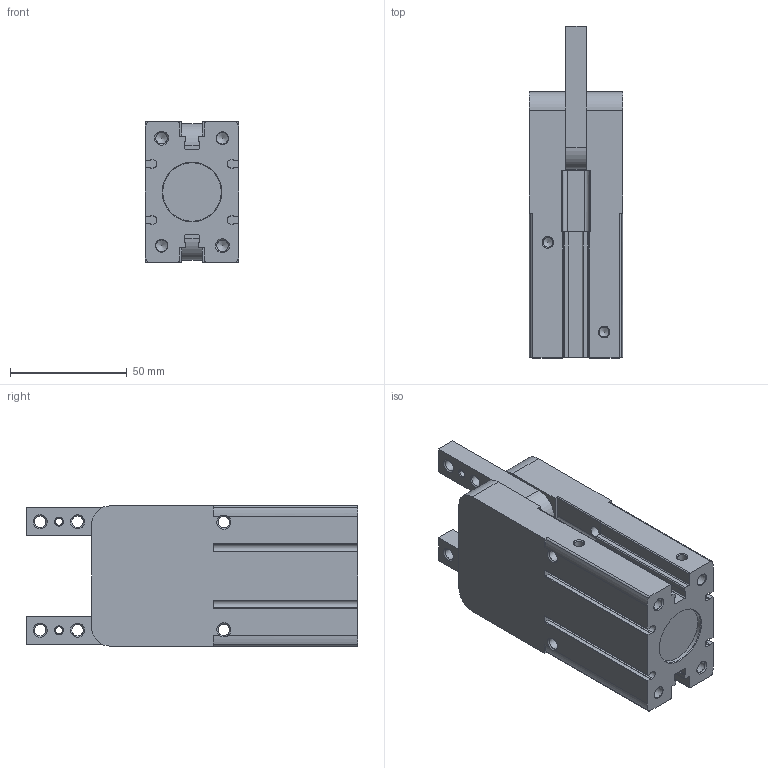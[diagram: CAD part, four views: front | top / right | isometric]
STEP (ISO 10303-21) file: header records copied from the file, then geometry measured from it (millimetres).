
FILE_DESCRIPTION(/* description */ ('STEP AP214'),/* implementation_level */ '2;1');
FILE_NAME(/* name */ '8128107_DHRC-32-A',/* time_stamp */ '2024-08-19T20:53:29+02:00',/* author */ ('License CC BY-ND 4.0'),/* organization */ ('CADENAS'),/* preprocessor_version */ 'ST-DEVELOPER v19.3',/* originating_system */ 'PARTsolutions',/* authorisation */ ' ');
FILE_SCHEMA (('AUTOMOTIVE_DESIGN {1 0 10303 214 3 1 1}'));
Length unit declared in the file: millimetre
Products named in the file (3): 8128107 DHRC-32-A---(0_high); 8128107 DHRC-32-A---(high_h); 8128107 DHRC-32-A---(high_J)
Assembly tree (3 placements, depth 2):
  8128107 DHRC-32-A---(0_high)
    8128107 DHRC-32-A---(high_h)
    8128107 DHRC-32-A---(high_J)  x2
Bounding box: 40 x 141.8 x 60 mm (x, y, z)
Volume: 248139.3 mm3; surface area: 47224.6 mm2
Topology: 3 solids, 3 shells, 251 faces, 705 edges, 457 vertices
Faces by surface type: cylinder 113, plane 97, cone 41
Full cylindrical faces by diameter (mm): 3 x2, 4.134 x2, 4.917 x12, 5 x10, 25 x1
Entity records: 7112 total; most frequent: DIRECTION 1257, CARTESIAN_POINT 1228, ORIENTED_EDGE 1132, EDGE_CURVE 566, AXIS2_PLACEMENT_3D 466, VERTEX_POINT 409, LINE 325, VECTOR 325
